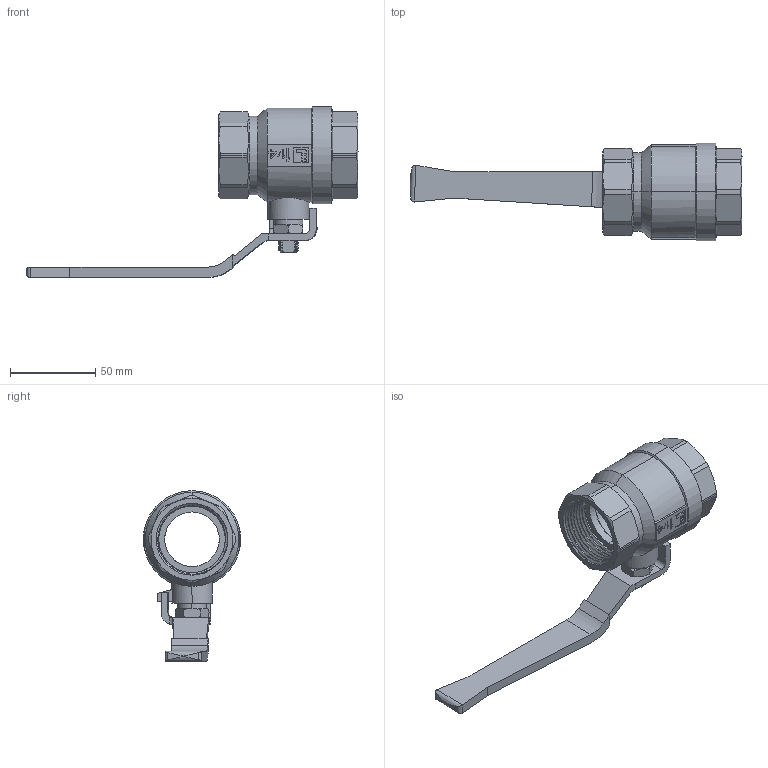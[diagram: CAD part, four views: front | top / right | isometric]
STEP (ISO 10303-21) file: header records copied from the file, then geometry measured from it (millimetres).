
FILE_DESCRIPTION(('STEP AP214'),'1');
FILE_NAME('4902_32_42.stp','2016-07-07T14:31:12',('TraceParts'),('TraceParts S.A.'),'Spatial InterOp 3D',' ',' ');
FILE_SCHEMA(('automotive_design'));
Length unit declared in the file: millimetre
Products named in the file (1): Solide1
Bounding box: 194.48 x 57 x 100 mm (x, y, z)
Volume: 109201.8 mm3; surface area: 57154.1 mm2
Topology: 1 solids, 2 shells, 925 faces, 2552 edges, 1669 vertices
Faces by surface type: plane 605, cylinder 141, bspline 91, cone 81, torus 5, sphere 2
Entity records: 54542 total; most frequent: CARTESIAN_POINT 24476, ORIENTED_EDGE 5104, DIRECTION 4083, EDGE_CURVE 2552, LINE 1825, VECTOR 1825, VERTEX_POINT 1669, AXIS2_PLACEMENT_3D 1129
